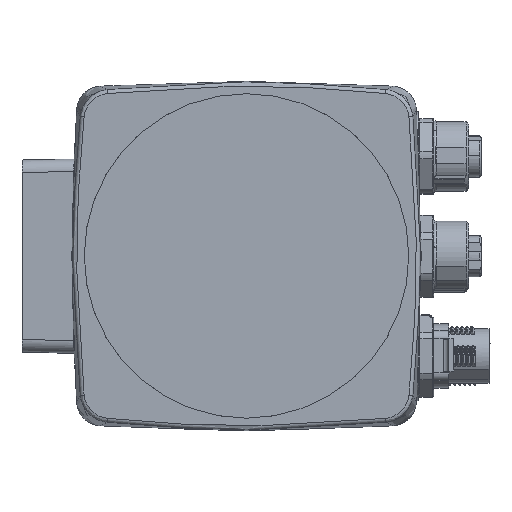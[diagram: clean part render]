
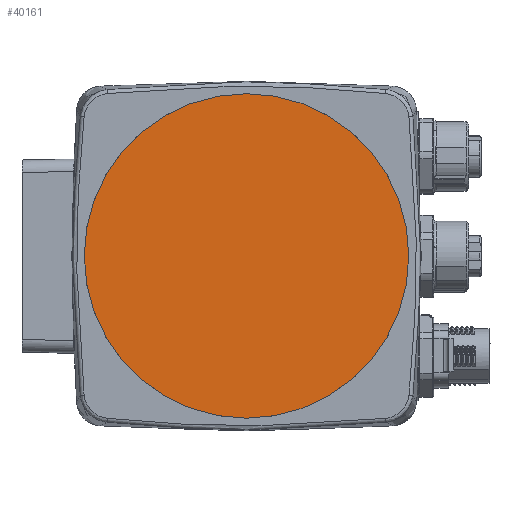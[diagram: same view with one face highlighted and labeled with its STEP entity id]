
A CAD part, top view. The second image highlights one B-rep face of the part: STEP entity #40161.
In plain terms, the highlighted planar face has unit normal (0, 0, 1).
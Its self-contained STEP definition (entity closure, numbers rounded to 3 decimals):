
#13983=CARTESIAN_POINT('',(0.,0.,6.1));
#13984=DIRECTION('',(0.,0.,-1.));
#13985=DIRECTION('',(-1.,0.,0.));
#13986=AXIS2_PLACEMENT_3D('',#13983,#13984,#13985);
#13988=CARTESIAN_POINT('',(0.,0.,6.1));
#13989=DIRECTION('',(0.,0.,-1.));
#13990=DIRECTION('',(1.,0.,0.));
#13991=AXIS2_PLACEMENT_3D('',#13988,#13989,#13990);
#17014=CARTESIAN_POINT('',(-32.519,0.,6.1));
#17015=CARTESIAN_POINT('',(32.519,0.,6.1));
#17016=VERTEX_POINT('',#17014);
#17017=VERTEX_POINT('',#17015);
#40151=CARTESIAN_POINT('',(0.,0.,6.1));
#40152=DIRECTION('',(0.,0.,-1.));
#40153=DIRECTION('',(-1.,0.,0.));
#40154=AXIS2_PLACEMENT_3D('',#40151,#40152,#40153);
#40155=PLANE('',#40154);
#40156=ORIENTED_EDGE('',*,*,#40134,.T.);
#40158=ORIENTED_EDGE('',*,*,#40157,.T.);
#40159=EDGE_LOOP('',(#40156,#40158));
#40160=FACE_OUTER_BOUND('',#40159,.F.);
#40161=ADVANCED_FACE('',(#40160),#40155,.F.);
#13987=CIRCLE('',#13986,32.519);
#13992=CIRCLE('',#13991,32.519);
#40134=EDGE_CURVE('',#17016,#17017,#13987,.T.);
#40157=EDGE_CURVE('',#17017,#17016,#13992,.T.);
